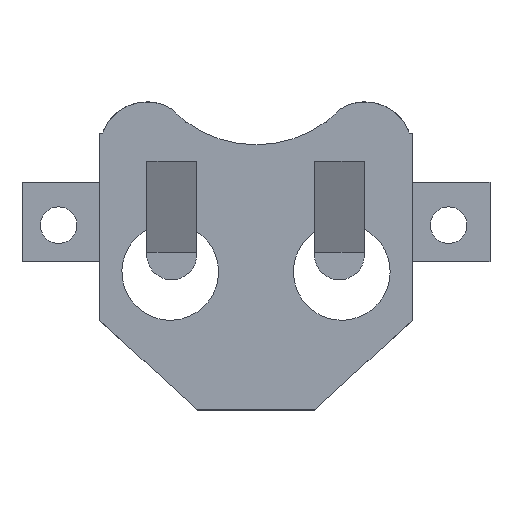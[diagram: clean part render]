
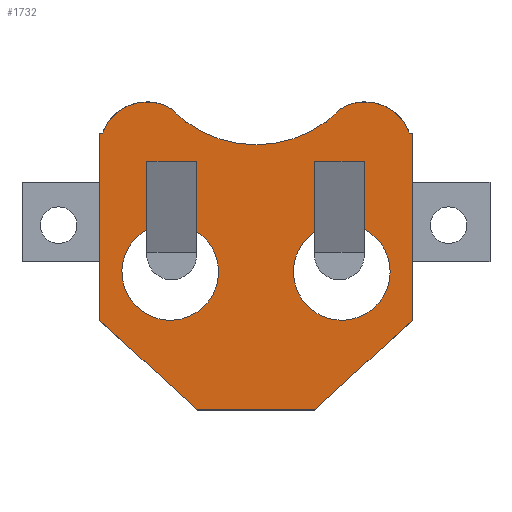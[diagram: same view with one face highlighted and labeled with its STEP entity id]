
A CAD part, top view. The second image highlights one B-rep face of the part: STEP entity #1732.
In plain terms, the highlighted planar face has unit normal (0, 0, 1).
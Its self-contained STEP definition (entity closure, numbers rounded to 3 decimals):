
#792 = VERTEX_POINT('',#793);
#793 = CARTESIAN_POINT('',(3.75,10.2,3.3));
#799 = EDGE_CURVE('',#800,#792,#802,.T.);
#800 = VERTEX_POINT('',#801);
#801 = CARTESIAN_POINT('',(3.75,5.659,3.3));
#802 = LINE('',#803,#804);
#803 = CARTESIAN_POINT('',(3.75,4.213,3.3));
#804 = VECTOR('',#805,1.);
#805 = DIRECTION('',(0.,1.,0.));
#826 = VERTEX_POINT('',#827);
#827 = CARTESIAN_POINT('',(6.95,10.2,3.3));
#833 = EDGE_CURVE('',#834,#826,#836,.T.);
#834 = VERTEX_POINT('',#835);
#835 = CARTESIAN_POINT('',(6.95,5.84,3.3));
#836 = LINE('',#837,#838);
#837 = CARTESIAN_POINT('',(6.95,4.213,3.3));
#838 = VECTOR('',#839,1.);
#839 = DIRECTION('',(0.,1.,0.));
#995 = VERTEX_POINT('',#996);
#996 = CARTESIAN_POINT('',(-10.025,0.,3.3));
#1002 = EDGE_CURVE('',#995,#1003,#1005,.T.);
#1003 = VERTEX_POINT('',#1004);
#1004 = CARTESIAN_POINT('',(-3.75,-5.75,3.3));
#1005 = LINE('',#1006,#1007);
#1006 = CARTESIAN_POINT('',(-10.025,0.,3.3));
#1007 = VECTOR('',#1008,1.);
#1008 = DIRECTION('',(0.737,-0.676,0.));
#1045 = VERTEX_POINT('',#1046);
#1046 = CARTESIAN_POINT('',(-9.828,12.,3.3));
#1052 = EDGE_CURVE('',#1053,#1045,#1055,.T.);
#1053 = VERTEX_POINT('',#1054);
#1054 = CARTESIAN_POINT('',(-5.381,13.526,3.3));
#1055 = CIRCLE('',#1056,3.);
#1056 = AXIS2_PLACEMENT_3D('',#1057,#1058,#1059);
#1057 = CARTESIAN_POINT('',(-7.,11.,3.3));
#1058 = DIRECTION('',(0.,0.,1.));
#1059 = DIRECTION('',(1.,0.,0.));
#1111 = VERTEX_POINT('',#1112);
#1112 = CARTESIAN_POINT('',(-4.651,12.867,3.3));
#1118 = EDGE_CURVE('',#1053,#1111,#1119,.T.);
#1119 = CIRCLE('',#1120,7.5);
#1120 = AXIS2_PLACEMENT_3D('',#1121,#1122,#1123);
#1121 = CARTESIAN_POINT('',(0.,18.75,3.3));
#1122 = DIRECTION('',(0.,0.,1.));
#1123 = DIRECTION('',(1.,0.,0.));
#1142 = VERTEX_POINT('',#1143);
#1143 = CARTESIAN_POINT('',(3.75,-5.75,3.3));
#1149 = EDGE_CURVE('',#1142,#1150,#1152,.T.);
#1150 = VERTEX_POINT('',#1151);
#1151 = CARTESIAN_POINT('',(10.025,0.,3.3));
#1152 = LINE('',#1153,#1154);
#1153 = CARTESIAN_POINT('',(3.75,-5.75,3.3));
#1154 = VECTOR('',#1155,1.);
#1155 = DIRECTION('',(0.737,0.676,0.));
#1189 = EDGE_CURVE('',#1190,#1111,#1192,.T.);
#1190 = VERTEX_POINT('',#1191);
#1191 = CARTESIAN_POINT('',(-4.5,12.658,3.3));
#1192 = CIRCLE('',#1193,3.);
#1193 = AXIS2_PLACEMENT_3D('',#1194,#1195,#1196);
#1194 = CARTESIAN_POINT('',(-7.,11.,3.3));
#1195 = DIRECTION('',(0.,0.,1.));
#1196 = DIRECTION('',(1.,0.,0.));
#1238 = EDGE_CURVE('',#1190,#1239,#1241,.T.);
#1239 = VERTEX_POINT('',#1240);
#1240 = CARTESIAN_POINT('',(-4.5,12.75,3.3));
#1241 = LINE('',#1242,#1243);
#1242 = CARTESIAN_POINT('',(-4.5,8.663,3.3));
#1243 = VECTOR('',#1244,1.);
#1244 = DIRECTION('',(0.,1.,0.));
#1262 = EDGE_CURVE('',#1263,#1265,#1267,.T.);
#1263 = VERTEX_POINT('',#1264);
#1264 = CARTESIAN_POINT('',(9.828,12.,3.3));
#1265 = VERTEX_POINT('',#1266);
#1266 = CARTESIAN_POINT('',(5.381,13.526,3.3));
#1267 = CIRCLE('',#1268,3.);
#1268 = AXIS2_PLACEMENT_3D('',#1269,#1270,#1271);
#1269 = CARTESIAN_POINT('',(7.,11.,3.3));
#1270 = DIRECTION('',(0.,0.,1.));
#1271 = DIRECTION('',(1.,0.,0.));
#1307 = VERTEX_POINT('',#1308);
#1308 = CARTESIAN_POINT('',(4.5,12.75,3.3));
#1314 = EDGE_CURVE('',#1239,#1307,#1315,.T.);
#1315 = CIRCLE('',#1316,7.5);
#1316 = AXIS2_PLACEMENT_3D('',#1317,#1318,#1319);
#1317 = CARTESIAN_POINT('',(0.,18.75,3.3));
#1318 = DIRECTION('',(0.,0.,1.));
#1319 = DIRECTION('',(1.,0.,0.));
#1330 = VERTEX_POINT('',#1331);
#1331 = CARTESIAN_POINT('',(4.651,12.867,3.3));
#1339 = EDGE_CURVE('',#1330,#1265,#1340,.T.);
#1340 = CIRCLE('',#1341,7.5);
#1341 = AXIS2_PLACEMENT_3D('',#1342,#1343,#1344);
#1342 = CARTESIAN_POINT('',(0.,18.75,3.3));
#1343 = DIRECTION('',(0.,0.,1.));
#1344 = DIRECTION('',(1.,0.,0.));
#1354 = EDGE_CURVE('',#1355,#1307,#1357,.T.);
#1355 = VERTEX_POINT('',#1356);
#1356 = CARTESIAN_POINT('',(4.5,12.658,3.3));
#1357 = LINE('',#1358,#1359);
#1358 = CARTESIAN_POINT('',(4.5,8.663,3.3));
#1359 = VECTOR('',#1360,1.);
#1360 = DIRECTION('',(0.,1.,0.));
#1379 = EDGE_CURVE('',#1330,#1355,#1380,.T.);
#1380 = CIRCLE('',#1381,3.);
#1381 = AXIS2_PLACEMENT_3D('',#1382,#1383,#1384);
#1382 = CARTESIAN_POINT('',(7.,11.,3.3));
#1383 = DIRECTION('',(0.,0.,1.));
#1384 = DIRECTION('',(1.,0.,0.));
#1397 = VERTEX_POINT('',#1398);
#1398 = CARTESIAN_POINT('',(-7.,5.813,3.3));
#1407 = VERTEX_POINT('',#1408);
#1408 = CARTESIAN_POINT('',(-3.8,5.692,3.3));
#1414 = EDGE_CURVE('',#1415,#1407,#1417,.T.);
#1415 = VERTEX_POINT('',#1416);
#1416 = CARTESIAN_POINT('',(-2.4,3.1,3.3));
#1417 = CIRCLE('',#1418,3.1);
#1418 = AXIS2_PLACEMENT_3D('',#1419,#1420,#1421);
#1419 = CARTESIAN_POINT('',(-5.5,3.1,3.3));
#1420 = DIRECTION('',(0.,0.,1.));
#1421 = DIRECTION('',(1.,0.,0.));
#1423 = EDGE_CURVE('',#1397,#1415,#1424,.T.);
#1424 = CIRCLE('',#1425,3.1);
#1425 = AXIS2_PLACEMENT_3D('',#1426,#1427,#1428);
#1426 = CARTESIAN_POINT('',(-5.5,3.1,3.3));
#1427 = DIRECTION('',(0.,0.,1.));
#1428 = DIRECTION('',(1.,0.,0.));
#1440 = VERTEX_POINT('',#1441);
#1441 = CARTESIAN_POINT('',(-3.8,10.2,3.3));
#1447 = EDGE_CURVE('',#1407,#1440,#1448,.T.);
#1448 = LINE('',#1449,#1450);
#1449 = CARTESIAN_POINT('',(-3.8,4.213,3.3));
#1450 = VECTOR('',#1451,1.);
#1451 = DIRECTION('',(0.,1.,0.));
#1479 = VERTEX_POINT('',#1480);
#1480 = CARTESIAN_POINT('',(-7.,10.2,3.3));
#1486 = EDGE_CURVE('',#1397,#1479,#1487,.T.);
#1487 = LINE('',#1488,#1489);
#1488 = CARTESIAN_POINT('',(-7.,4.213,3.3));
#1489 = VECTOR('',#1490,1.);
#1490 = DIRECTION('',(0.,1.,0.));
#1677 = EDGE_CURVE('',#1440,#1479,#1678,.T.);
#1678 = LINE('',#1679,#1680);
#1679 = CARTESIAN_POINT('',(-3.5,10.2,3.3));
#1680 = VECTOR('',#1681,1.);
#1681 = DIRECTION('',(-1.,0.,0.));
#1695 = EDGE_CURVE('',#1696,#834,#1698,.T.);
#1696 = VERTEX_POINT('',#1697);
#1697 = CARTESIAN_POINT('',(8.6,3.1,3.3));
#1698 = CIRCLE('',#1699,3.1);
#1699 = AXIS2_PLACEMENT_3D('',#1700,#1701,#1702);
#1700 = CARTESIAN_POINT('',(5.5,3.1,3.3));
#1701 = DIRECTION('',(0.,0.,1.));
#1702 = DIRECTION('',(1.,0.,0.));
#1704 = EDGE_CURVE('',#800,#1696,#1705,.T.);
#1705 = CIRCLE('',#1706,3.1);
#1706 = AXIS2_PLACEMENT_3D('',#1707,#1708,#1709);
#1707 = CARTESIAN_POINT('',(5.5,3.1,3.3));
#1708 = DIRECTION('',(0.,0.,1.));
#1709 = DIRECTION('',(1.,0.,0.));
#1722 = EDGE_CURVE('',#826,#792,#1723,.T.);
#1723 = LINE('',#1724,#1725);
#1724 = CARTESIAN_POINT('',(1.875,10.2,3.3));
#1725 = VECTOR('',#1726,1.);
#1726 = DIRECTION('',(-1.,0.,0.));
#1732 = ADVANCED_FACE('',(#1733,#1780,#1787),#1794,.T.);
#1733 = FACE_BOUND('',#1734,.T.);
#1734 = EDGE_LOOP('',(#1735,#1741,#1742,#1750,#1756,#1757,#1758,#1759,
    #1760,#1761,#1762,#1763,#1764,#1765,#1773,#1779));
#1735 = ORIENTED_EDGE('',*,*,#1736,.T.);
#1736 = EDGE_CURVE('',#1003,#1142,#1737,.T.);
#1737 = LINE('',#1738,#1739);
#1738 = CARTESIAN_POINT('',(-3.75,-5.75,3.3));
#1739 = VECTOR('',#1740,1.);
#1740 = DIRECTION('',(1.,0.,0.));
#1741 = ORIENTED_EDGE('',*,*,#1149,.T.);
#1742 = ORIENTED_EDGE('',*,*,#1743,.T.);
#1743 = EDGE_CURVE('',#1150,#1744,#1746,.T.);
#1744 = VERTEX_POINT('',#1745);
#1745 = CARTESIAN_POINT('',(10.025,12.,3.3));
#1746 = LINE('',#1747,#1748);
#1747 = CARTESIAN_POINT('',(10.025,0.,3.3));
#1748 = VECTOR('',#1749,1.);
#1749 = DIRECTION('',(0.,1.,0.));
#1750 = ORIENTED_EDGE('',*,*,#1751,.T.);
#1751 = EDGE_CURVE('',#1744,#1263,#1752,.T.);
#1752 = LINE('',#1753,#1754);
#1753 = CARTESIAN_POINT('',(2.25,12.,3.3));
#1754 = VECTOR('',#1755,1.);
#1755 = DIRECTION('',(-1.,0.,0.));
#1756 = ORIENTED_EDGE('',*,*,#1262,.T.);
#1757 = ORIENTED_EDGE('',*,*,#1339,.F.);
#1758 = ORIENTED_EDGE('',*,*,#1379,.T.);
#1759 = ORIENTED_EDGE('',*,*,#1354,.T.);
#1760 = ORIENTED_EDGE('',*,*,#1314,.F.);
#1761 = ORIENTED_EDGE('',*,*,#1238,.F.);
#1762 = ORIENTED_EDGE('',*,*,#1189,.T.);
#1763 = ORIENTED_EDGE('',*,*,#1118,.F.);
#1764 = ORIENTED_EDGE('',*,*,#1052,.T.);
#1765 = ORIENTED_EDGE('',*,*,#1766,.T.);
#1766 = EDGE_CURVE('',#1045,#1767,#1769,.T.);
#1767 = VERTEX_POINT('',#1768);
#1768 = CARTESIAN_POINT('',(-10.025,12.,3.3));
#1769 = LINE('',#1770,#1771);
#1770 = CARTESIAN_POINT('',(-5.25,12.,3.3));
#1771 = VECTOR('',#1772,1.);
#1772 = DIRECTION('',(-1.,0.,0.));
#1773 = ORIENTED_EDGE('',*,*,#1774,.T.);
#1774 = EDGE_CURVE('',#1767,#995,#1775,.T.);
#1775 = LINE('',#1776,#1777);
#1776 = CARTESIAN_POINT('',(-10.025,14.05,3.3));
#1777 = VECTOR('',#1778,1.);
#1778 = DIRECTION('',(0.,-1.,0.));
#1779 = ORIENTED_EDGE('',*,*,#1002,.T.);
#1780 = FACE_BOUND('',#1781,.T.);
#1781 = EDGE_LOOP('',(#1782,#1783,#1784,#1785,#1786));
#1782 = ORIENTED_EDGE('',*,*,#1414,.F.);
#1783 = ORIENTED_EDGE('',*,*,#1423,.F.);
#1784 = ORIENTED_EDGE('',*,*,#1486,.T.);
#1785 = ORIENTED_EDGE('',*,*,#1677,.F.);
#1786 = ORIENTED_EDGE('',*,*,#1447,.F.);
#1787 = FACE_BOUND('',#1788,.T.);
#1788 = EDGE_LOOP('',(#1789,#1790,#1791,#1792,#1793));
#1789 = ORIENTED_EDGE('',*,*,#1695,.F.);
#1790 = ORIENTED_EDGE('',*,*,#1704,.F.);
#1791 = ORIENTED_EDGE('',*,*,#799,.T.);
#1792 = ORIENTED_EDGE('',*,*,#1722,.F.);
#1793 = ORIENTED_EDGE('',*,*,#833,.F.);
#1794 = PLANE('',#1795);
#1795 = AXIS2_PLACEMENT_3D('',#1796,#1797,#1798);
#1796 = CARTESIAN_POINT('',(0.,5.326,3.3));
#1797 = DIRECTION('',(0.,0.,1.));
#1798 = DIRECTION('',(1.,0.,0.));
